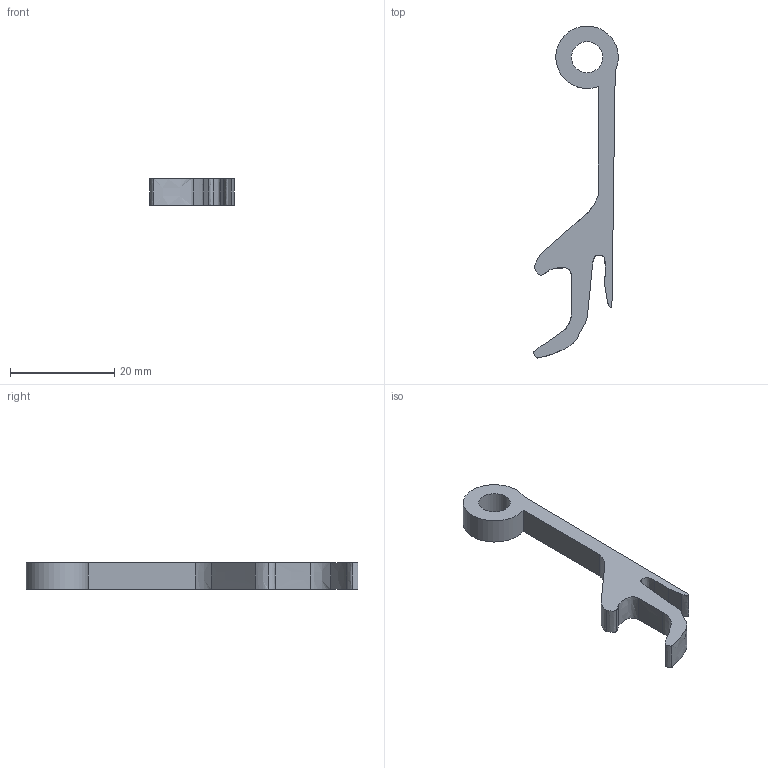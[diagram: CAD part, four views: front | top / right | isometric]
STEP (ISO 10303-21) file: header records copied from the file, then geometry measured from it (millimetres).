
FILE_DESCRIPTION(('FreeCAD Model'),'2;1');
FILE_NAME('bottleOpener_keychain.step','2019-06-25T12:58:10',('Author'),(''), 'Open CASCADE STEP processor 7.3','FreeCAD','Unknown');
FILE_SCHEMA(('AUTOMOTIVE_DESIGN { 1 0 10303 214 1 1 1 1 }'));
Length unit declared in the file: millimetre
Products named in the file (1): bottleOpener_keyChain
Bounding box: 16.24 x 63.71 x 5 mm (x, y, z)
Volume: 1739.9 mm3; surface area: 1710.8 mm2
Topology: 1 solids, 1 shells, 25 faces, 71 edges, 48 vertices
Faces by surface type: extrusion 21, plane 2, cylinder 2
Full cylindrical faces by diameter (mm): 6 x1
Entity records: 2053 total; most frequent: CARTESIAN_POINT 606, DIRECTION 157, ORIENTED_EDGE 142, PCURVE 142, DEFINITIONAL_REPRESENTATION 142, VECTOR 132, B_SPLINE_CURVE_WITH_KNOTS 111, LINE 111
